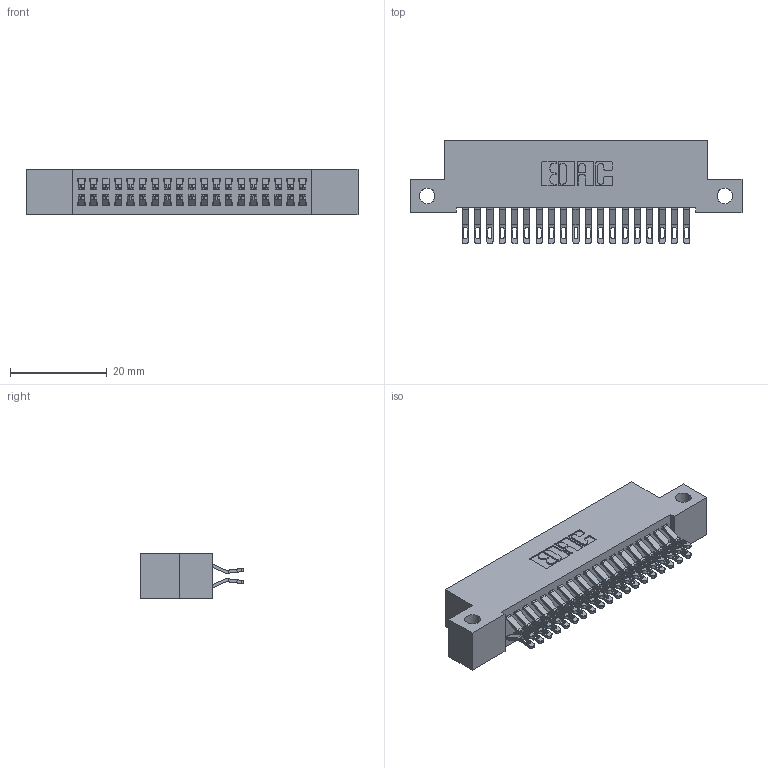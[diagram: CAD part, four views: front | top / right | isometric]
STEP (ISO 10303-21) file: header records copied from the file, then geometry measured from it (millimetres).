
FILE_DESCRIPTION (( 'STEP AP203' ), '1' );
FILE_NAME ('392-038-555-212.STEP', '2019-10-07T19:07:11', ( '' ), ( '' ), 'SwSTEP 2.0', 'SolidWorks 2016', '' );
FILE_SCHEMA (( 'CONFIG_CONTROL_DESIGN' ));
Length unit declared in the file: inch
Products named in the file (3): 392-038-555-212; 342 Part_Side Mount; 345-292-001_555 Tail
Assembly tree (39 placements, depth 2):
  392-038-555-212
    342 Part_Side Mount
    345-292-001_555 Tail  x38
Bounding box: 68.58 x 21.47 x 9.4 mm (x, y, z)
Volume: 6084.7 mm3; surface area: 9545.6 mm2
Topology: 39 solids, 39 shells, 2314 faces, 7253 edges, 4834 vertices
Faces by surface type: plane 1358, cylinder 956
Entity records: 15395 total; most frequent: CARTESIAN_POINT 2612, ORIENTED_EDGE 2518, DIRECTION 2243, EDGE_CURVE 1259, VECTOR 1111, LINE 1111, VERTEX_POINT 838, AXIS2_PLACEMENT_3D 566
